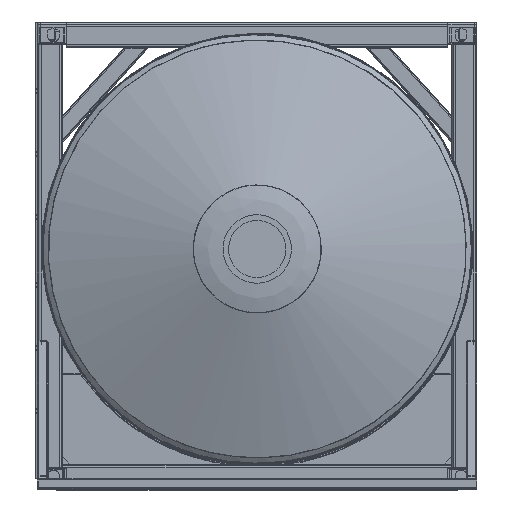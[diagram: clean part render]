
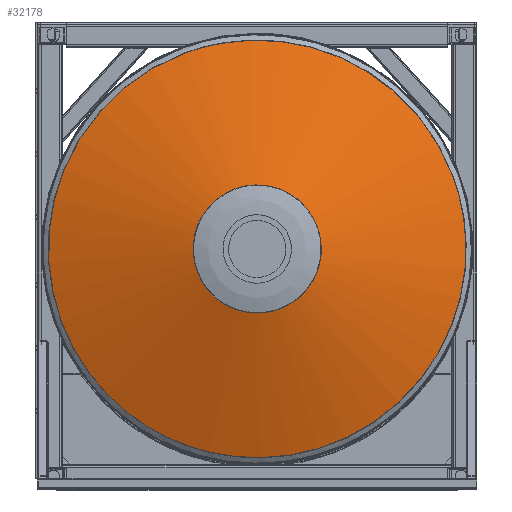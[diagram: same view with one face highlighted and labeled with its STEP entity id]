
A CAD part, left-side view. The second image highlights one B-rep face of the part: STEP entity #32178.
In plain terms, the highlighted free-form (B-spline) face has degree [2, 1] with [9, 2] control points.
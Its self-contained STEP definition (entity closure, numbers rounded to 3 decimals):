
#32124 = EDGE_CURVE('',#32125,#32127,#32129,.T.);
#32125 = VERTEX_POINT('',#32126);
#32126 = CARTESIAN_POINT('',(-5003.097,529.58,
    891.987));
#32127 = VERTEX_POINT('',#32128);
#32128 = CARTESIAN_POINT('',(-5003.097,-1428.091,
    -6.523));
#32129 = ( BOUNDED_CURVE() B_SPLINE_CURVE(2,(#32130,#32131,#32132,#32133
,#32134),.UNSPECIFIED.,.F.,.F.) B_SPLINE_CURVE_WITH_KNOTS((3,2,3),(
    1.571,3.927,6.283),
.PIECEWISE_BEZIER_KNOTS.) CURVE() GEOMETRIC_REPRESENTATION_ITEM() 
RATIONAL_B_SPLINE_CURVE((1.,0.383,1.,0.383,1.)) 
REPRESENTATION_ITEM('') );
#32130 = CARTESIAN_POINT('',(-5003.097,529.58,
    891.987));
#32131 = CARTESIAN_POINT('',(-5003.097,3977.296,
    -386.533));
#32132 = CARTESIAN_POINT('',(-5003.097,635.343,
    -1920.386));
#32133 = CARTESIAN_POINT('',(-5003.097,-2706.61,
    -3454.239));
#32134 = CARTESIAN_POINT('',(-5003.097,-1428.091,
    -6.523));
#32145 = EDGE_CURVE('',#32127,#32125,#32146,.T.);
#32146 = ( BOUNDED_CURVE() B_SPLINE_CURVE(2,(#32147,#32148,#32149),
.UNSPECIFIED.,.F.,.F.) B_SPLINE_CURVE_WITH_KNOTS((3,3),(0.,
1.571),.PIECEWISE_BEZIER_KNOTS.) CURVE() 
GEOMETRIC_REPRESENTATION_ITEM() RATIONAL_B_SPLINE_CURVE((1.,
0.707,1.)) REPRESENTATION_ITEM('') );
#32147 = CARTESIAN_POINT('',(-5003.097,-1428.091,
    -6.523));
#32148 = CARTESIAN_POINT('',(-5003.097,-898.511,
    1421.567));
#32149 = CARTESIAN_POINT('',(-5003.097,529.58,
    891.987));
#32178 = ADVANCED_FACE('',(#32179),#32207,.T.);
#32179 = FACE_BOUND('',#32180,.T.);
#32180 = EDGE_LOOP('',(#32181,#32193,#32199,#32204,#32205,#32206));
#32181 = ORIENTED_EDGE('',*,*,#32182,.F.);
#32182 = EDGE_CURVE('',#32183,#32185,#32187,.T.);
#32183 = VERTEX_POINT('',#32184);
#32184 = CARTESIAN_POINT('',(-5373.972,162.278,
    -98.498));
#32185 = VERTEX_POINT('',#32186);
#32186 = CARTESIAN_POINT('',(-5373.972,-437.605,
    -373.826));
#32187 = ( BOUNDED_CURVE() B_SPLINE_CURVE(2,(#32188,#32189,#32190,#32191
,#32192),.UNSPECIFIED.,.F.,.F.) B_SPLINE_CURVE_WITH_KNOTS((3,2,3),(
    1.571,3.927,6.283),
.PIECEWISE_BEZIER_KNOTS.) CURVE() GEOMETRIC_REPRESENTATION_ITEM() 
RATIONAL_B_SPLINE_CURVE((1.,0.383,1.,0.383,1.)) 
REPRESENTATION_ITEM('') );
#32188 = CARTESIAN_POINT('',(-5373.972,162.278,
    -98.498));
#32189 = CARTESIAN_POINT('',(-5373.972,1218.75,
    -490.271));
#32190 = CARTESIAN_POINT('',(-5373.972,194.686,
    -960.285));
#32191 = CARTESIAN_POINT('',(-5373.972,-829.378,
    -1430.298));
#32192 = CARTESIAN_POINT('',(-5373.972,-437.605,
    -373.826));
#32193 = ORIENTED_EDGE('',*,*,#32194,.F.);
#32194 = EDGE_CURVE('',#32185,#32183,#32195,.T.);
#32195 = ( BOUNDED_CURVE() B_SPLINE_CURVE(2,(#32196,#32197,#32198),
.UNSPECIFIED.,.F.,.F.) B_SPLINE_CURVE_WITH_KNOTS((3,3),(0.,
1.571),.PIECEWISE_BEZIER_KNOTS.) CURVE() 
GEOMETRIC_REPRESENTATION_ITEM() RATIONAL_B_SPLINE_CURVE((1.,
0.707,1.)) REPRESENTATION_ITEM('') );
#32196 = CARTESIAN_POINT('',(-5373.972,-437.605,
    -373.826));
#32197 = CARTESIAN_POINT('',(-5373.972,-275.328,
    63.779));
#32198 = CARTESIAN_POINT('',(-5373.972,162.278,
    -98.498));
#32199 = ORIENTED_EDGE('',*,*,#32200,.T.);
#32200 = EDGE_CURVE('',#32185,#32127,#32201,.T.);
#32201 = B_SPLINE_CURVE_WITH_KNOTS('',1,(#32202,#32203),.UNSPECIFIED.,
  .F.,.F.,(2,2),(-426.55,426.55),
  .PIECEWISE_BEZIER_KNOTS.);
#32202 = CARTESIAN_POINT('',(-5373.972,-437.605,
    -373.826));
#32203 = CARTESIAN_POINT('',(-5003.097,-1428.091,
    -6.523));
#32204 = ORIENTED_EDGE('',*,*,#32145,.T.);
#32205 = ORIENTED_EDGE('',*,*,#32124,.T.);
#32206 = ORIENTED_EDGE('',*,*,#32200,.F.);
#32207 = ( BOUNDED_SURFACE() B_SPLINE_SURFACE(2,1,(
    (#32208,#32209)
    ,(#32210,#32211)
    ,(#32212,#32213)
    ,(#32214,#32215)
    ,(#32216,#32217)
    ,(#32218,#32219)
    ,(#32220,#32221)
    ,(#32222,#32223)
    ,(#32224,#32225
)),.UNSPECIFIED.,.T.,.F.,.F.) B_SPLINE_SURFACE_WITH_KNOTS((3,2,2,2,3),(2
    ,2),(-3.142,-2.094,0.,2.094,3.142)
  ,(-426.55,426.55),.UNSPECIFIED.) 
GEOMETRIC_REPRESENTATION_ITEM() RATIONAL_B_SPLINE_SURFACE((
    (0.75,0.75)
    ,(0.75,0.75)
    ,(1.,1.)
    ,(0.5,0.5)
    ,(1.,1.)
    ,(0.5,0.5)
    ,(1.,1.)
    ,(0.75,0.75)
,(0.75,0.75))) REPRESENTATION_ITEM('') SURFACE() );
#32208 = CARTESIAN_POINT('',(-5373.972,-437.605,
    -373.826));
#32209 = CARTESIAN_POINT('',(-5003.097,-1428.091,
    -6.523));
#32210 = CARTESIAN_POINT('',(-5373.972,-531.296,
    -626.478));
#32211 = CARTESIAN_POINT('',(-5003.097,-1733.844,
    -831.032));
#32212 = CARTESIAN_POINT('',(-5373.972,-359.339,
    -833.942));
#32213 = CARTESIAN_POINT('',(-5003.097,-1172.675,
    -1508.076));
#32214 = CARTESIAN_POINT('',(-5373.972,156.532,
    -1456.335));
#32215 = CARTESIAN_POINT('',(-5003.097,510.831,
    -3539.209));
#32216 = CARTESIAN_POINT('',(-5373.972,437.605,
    -698.381));
#32217 = CARTESIAN_POINT('',(-5003.097,1428.091,
    -1065.684));
#32218 = CARTESIAN_POINT('',(-5373.972,718.678,
    59.573));
#32219 = CARTESIAN_POINT('',(-5003.097,2345.35,
    1407.842));
#32220 = CARTESIAN_POINT('',(-5373.972,-78.266,
    -75.988));
#32221 = CARTESIAN_POINT('',(-5003.097,-255.415,
    965.449));
#32222 = CARTESIAN_POINT('',(-5373.972,-343.914,
    -121.175));
#32223 = CARTESIAN_POINT('',(-5003.097,-1122.337,
    817.985));
#32224 = CARTESIAN_POINT('',(-5373.972,-437.605,
    -373.826));
#32225 = CARTESIAN_POINT('',(-5003.097,-1428.091,
    -6.523));
